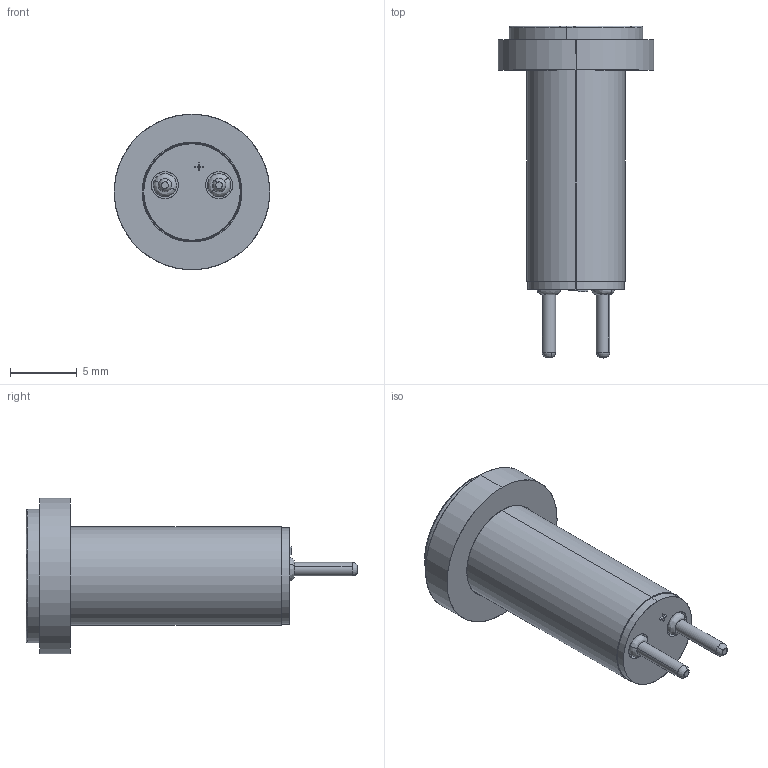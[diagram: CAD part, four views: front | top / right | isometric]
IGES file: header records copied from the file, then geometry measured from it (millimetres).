
Start section: SolidWorks IGES file using analytic representation for surfaces
Global section: file name: 964 Series.IGS; native system: SolidWorks 2018; preprocessor: SolidWorks 2018; author: tstoltenburg; date: 190111.084411; units: foot
Bounding box: 11.68 x 24.93 x 11.68 mm (x, y, z)
Surface area: 1618.3 mm2 (no closed solid volume)
Topology: 0 solids, 0 shells, 131 faces, 1582 edges, 1582 vertices
Faces by surface type: revolution 83, bspline 48
